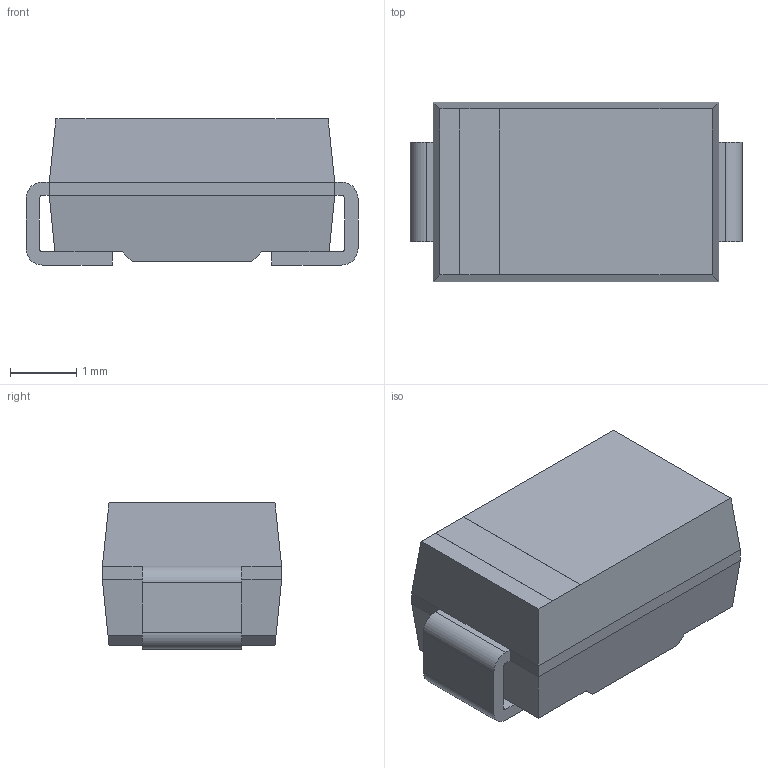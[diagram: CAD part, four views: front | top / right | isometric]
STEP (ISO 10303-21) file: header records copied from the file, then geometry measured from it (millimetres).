
FILE_DESCRIPTION (( 'STEP AP203' ), '1' );
FILE_NAME ('DO214AC(SMA)_TVSUNI28V_Default_sldprt.STEP', '2016-06-02T17:07:58', ( 'Shusen Zhang' ), ( 'MathWorks' ), 'SwSTEP 2.0', 'SolidWorks 2015', '' );
FILE_SCHEMA (( 'CONFIG_CONTROL_DESIGN' ));
Length unit declared in the file: millimetre
Products named in the file (1): DO214AC(SMA)_TVSUNI28V_Default_sldprt
Bounding box: 5 x 2.7 x 2.2 mm (x, y, z)
Volume: 24.2 mm3; surface area: 59.9 mm2
Topology: 1 solids, 1 shells, 52 faces, 138 edges, 84 vertices
Faces by surface type: plane 44, cylinder 8
Entity records: 1651 total; most frequent: ORIENTED_EDGE 276, CARTESIAN_POINT 275, DIRECTION 260, EDGE_CURVE 138, VECTOR 122, LINE 122, VERTEX_POINT 84, AXIS2_PLACEMENT_3D 69
